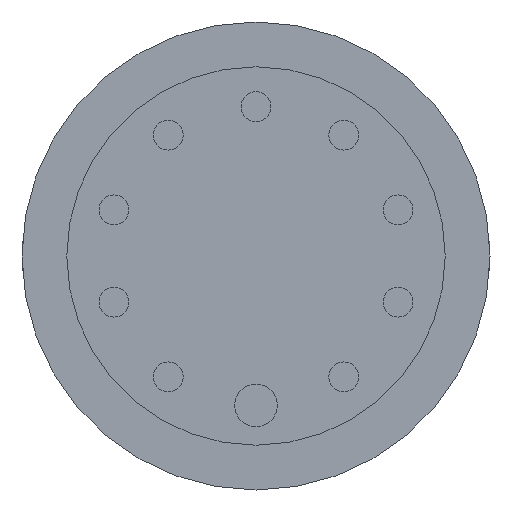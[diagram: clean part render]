
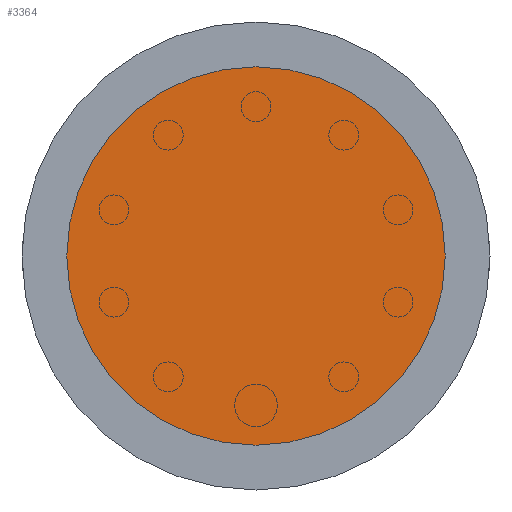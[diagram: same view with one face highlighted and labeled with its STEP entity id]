
A CAD part, front view. The second image highlights one B-rep face of the part: STEP entity #3364.
In plain terms, the highlighted planar face has unit normal (0, -1, 0).
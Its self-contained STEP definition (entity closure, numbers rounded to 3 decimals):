
#190 = CARTESIAN_POINT ( 'NONE',  ( 0., 0., 0. ) ) ;
#402 = DIRECTION ( 'NONE',  ( 0., 1., 0. ) ) ;
#899 = AXIS2_PLACEMENT_3D ( 'NONE', #2662, #3552, #3206 ) ;
#1048 = CARTESIAN_POINT ( 'NONE',  ( 0., 0., 38. ) ) ;
#1053 = EDGE_CURVE ( 'NONE', #2502, #1488, #2083, .T. ) ;
#1091 = DIRECTION ( 'NONE',  ( 0., 0., 1. ) ) ;
#1231 = CARTESIAN_POINT ( 'NONE',  ( 0., 0., 0. ) ) ;
#1488 = VERTEX_POINT ( 'NONE', #1048 ) ;
#1505 = FACE_OUTER_BOUND ( 'NONE', #1756, .T. ) ;
#1508 = CIRCLE ( 'NONE', #899, 38. ) ;
#1671 = EDGE_CURVE ( 'NONE', #1488, #2502, #1508, .T. ) ;
#1756 = EDGE_LOOP ( 'NONE', ( #1951, #2516 ) ) ;
#1951 = ORIENTED_EDGE ( 'NONE', *, *, #1053, .F. ) ;
#2083 = CIRCLE ( 'NONE', #3510, 38. ) ;
#2502 = VERTEX_POINT ( 'NONE', #3096 ) ;
#2516 = ORIENTED_EDGE ( 'NONE', *, *, #1671, .F. ) ;
#2662 = CARTESIAN_POINT ( 'NONE',  ( 0., 0., 0. ) ) ;
#2782 = PLANE ( 'NONE',  #2863 ) ;
#2863 = AXIS2_PLACEMENT_3D ( 'NONE', #1231, #402, #3318 ) ;
#3096 = CARTESIAN_POINT ( 'NONE',  ( 0., 0., -38. ) ) ;
#3206 = DIRECTION ( 'NONE',  ( 0., 0., 1. ) ) ;
#3318 = DIRECTION ( 'NONE',  ( 0., 0., 1. ) ) ;
#3364 = ADVANCED_FACE ( 'NONE', ( #1505 ), #2782, .F. ) ;
#3435 = DIRECTION ( 'NONE',  ( 0., 1., 0. ) ) ;
#3510 = AXIS2_PLACEMENT_3D ( 'NONE', #190, #3435, #1091 ) ;
#3552 = DIRECTION ( 'NONE',  ( 0., 1., 0. ) ) ;
